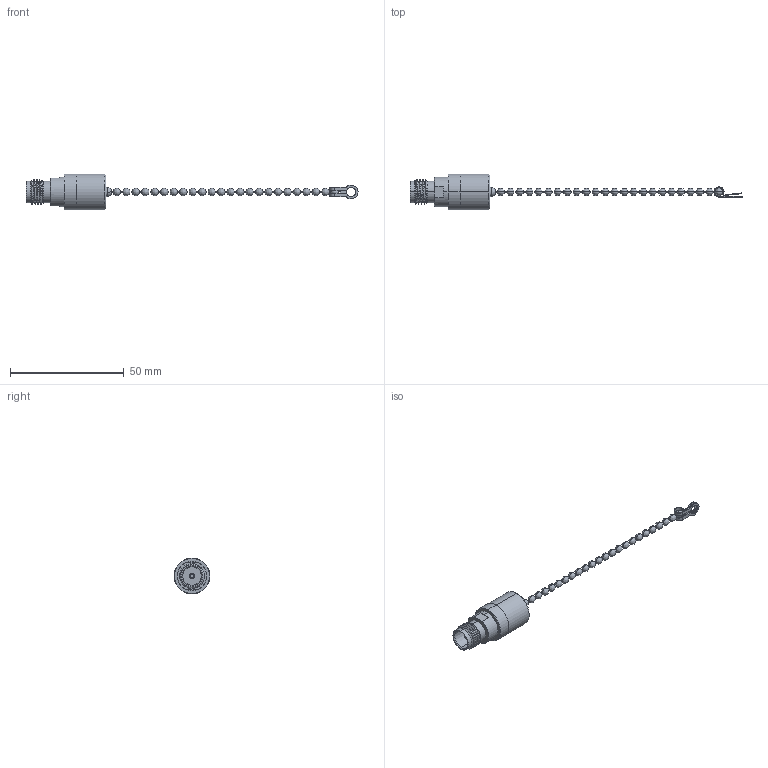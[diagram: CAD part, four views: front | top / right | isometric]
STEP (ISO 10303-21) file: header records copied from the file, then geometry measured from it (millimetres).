
FILE_DESCRIPTION (( 'STEP AP214' ), '1' );
FILE_NAME ('FMTR1193C_3D.step', '2025-07-21T19:27:52', ( '' ), ( '' ), 'SwSTEP 2.0', 'SolidWorks 2022', '' );
FILE_SCHEMA (( 'AUTOMOTIVE_DESIGN' ));
Length unit declared in the file: inch
Products named in the file (4): TNC8987-0012; FMTR1193C_3D; N88NY-3-1_4; F3800-4_4
Assembly tree (3 placements, depth 2):
  FMTR1193C_3D
    TNC8987-0012
    F3800-4_4
    N88NY-3-1_4
Bounding box: 145.9 x 15.8 x 15.8 mm (x, y, z)
Volume: 5224.7 mm3; surface area: 3361.3 mm2
Topology: 3 solids, 3 shells, 225 faces, 514 edges, 296 vertices
Faces by surface type: cylinder 99, bspline 54, plane 41, cone 27, torus 4
Entity records: 8103 total; most frequent: CARTESIAN_POINT 3031, DIRECTION 1094, ORIENTED_EDGE 1020, EDGE_CURVE 510, AXIS2_PLACEMENT_3D 466, VERTEX_POINT 296, CIRCLE 289, EDGE_LOOP 234
